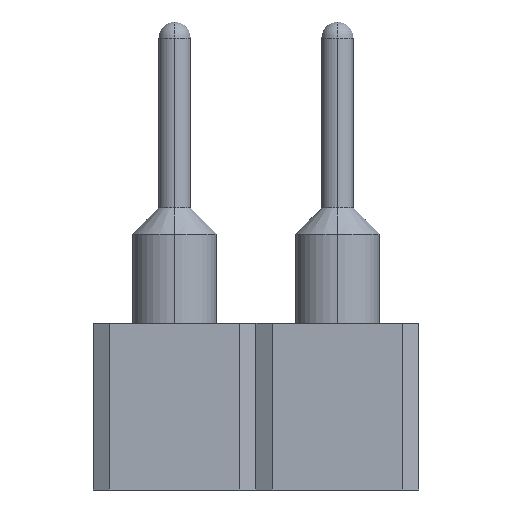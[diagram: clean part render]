
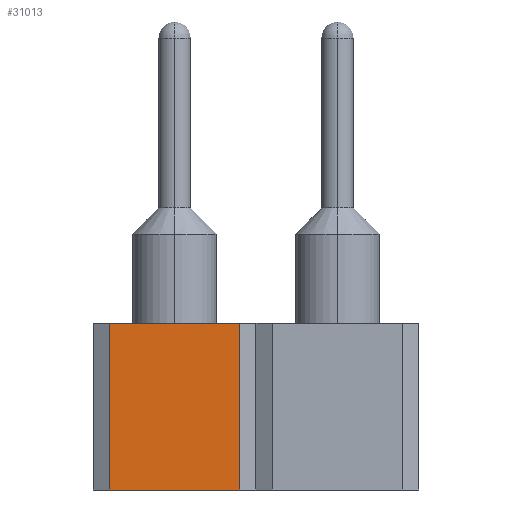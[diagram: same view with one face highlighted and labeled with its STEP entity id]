
A CAD part, left-side view. The second image highlights one B-rep face of the part: STEP entity #31013.
In plain terms, the highlighted planar face has unit normal (-1, 0, 0).
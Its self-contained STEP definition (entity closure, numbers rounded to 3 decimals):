
#8 = LINE ( 'NONE', #32277, #8784 ) ;
#2512 = VERTEX_POINT ( 'NONE', #7693 ) ;
#3876 = EDGE_CURVE ( 'NONE', #9532, #2512, #32032, .T. ) ;
#4561 = ORIENTED_EDGE ( 'NONE', *, *, #21637, .T. ) ;
#6067 = LINE ( 'NONE', #18620, #8937 ) ;
#6241 = VECTOR ( 'NONE', #21816, 1000. ) ;
#7693 = CARTESIAN_POINT ( 'NONE',  ( -16.51, 1.02, -2.6 ) ) ;
#8784 = VECTOR ( 'NONE', #20095, 1000. ) ;
#8937 = VECTOR ( 'NONE', #11203, 1000. ) ;
#9532 = VERTEX_POINT ( 'NONE', #29594 ) ;
#10286 = ORIENTED_EDGE ( 'NONE', *, *, #26903, .F. ) ;
#11071 = EDGE_CURVE ( 'NONE', #28161, #2512, #14681, .T. ) ;
#11203 = DIRECTION ( 'NONE',  ( 0., 1., 0. ) ) ;
#11545 = VECTOR ( 'NONE', #11700, 1000. ) ;
#11700 = DIRECTION ( 'NONE',  ( 0., 0., -1. ) ) ;
#13740 = DIRECTION ( 'NONE',  ( 1., 0., 0. ) ) ;
#14681 = LINE ( 'NONE', #18988, #11545 ) ;
#18620 = CARTESIAN_POINT ( 'NONE',  ( -16.51, 0., 0. ) ) ;
#18988 = CARTESIAN_POINT ( 'NONE',  ( -16.51, 1.02, 0. ) ) ;
#19650 = CARTESIAN_POINT ( 'NONE',  ( -16.51, -1.02, 0. ) ) ;
#20095 = DIRECTION ( 'NONE',  ( 0., 0., -1. ) ) ;
#21117 = ORIENTED_EDGE ( 'NONE', *, *, #11071, .T. ) ;
#21490 = CARTESIAN_POINT ( 'NONE',  ( -16.51, 0., -2.6 ) ) ;
#21637 = EDGE_CURVE ( 'NONE', #23920, #28161, #6067, .T. ) ;
#21816 = DIRECTION ( 'NONE',  ( 0., 1., 0. ) ) ;
#22582 = EDGE_LOOP ( 'NONE', ( #10286, #4561, #21117, #30752 ) ) ;
#22752 = AXIS2_PLACEMENT_3D ( 'NONE', #30720, #13740, #30876 ) ;
#23920 = VERTEX_POINT ( 'NONE', #19650 ) ;
#26903 = EDGE_CURVE ( 'NONE', #23920, #9532, #8, .T. ) ;
#27739 = PLANE ( 'NONE',  #22752 ) ;
#28161 = VERTEX_POINT ( 'NONE', #31951 ) ;
#29594 = CARTESIAN_POINT ( 'NONE',  ( -16.51, -1.02, -2.6 ) ) ;
#29884 = FACE_OUTER_BOUND ( 'NONE', #22582, .T. ) ;
#30720 = CARTESIAN_POINT ( 'NONE',  ( -16.51, 0., 0. ) ) ;
#30752 = ORIENTED_EDGE ( 'NONE', *, *, #3876, .F. ) ;
#30876 = DIRECTION ( 'NONE',  ( 0., 1., 0. ) ) ;
#31013 = ADVANCED_FACE ( 'NONE', ( #29884 ), #27739, .F. ) ;
#31951 = CARTESIAN_POINT ( 'NONE',  ( -16.51, 1.02, 0. ) ) ;
#32032 = LINE ( 'NONE', #21490, #6241 ) ;
#32277 = CARTESIAN_POINT ( 'NONE',  ( -16.51, -1.02, 0. ) ) ;
